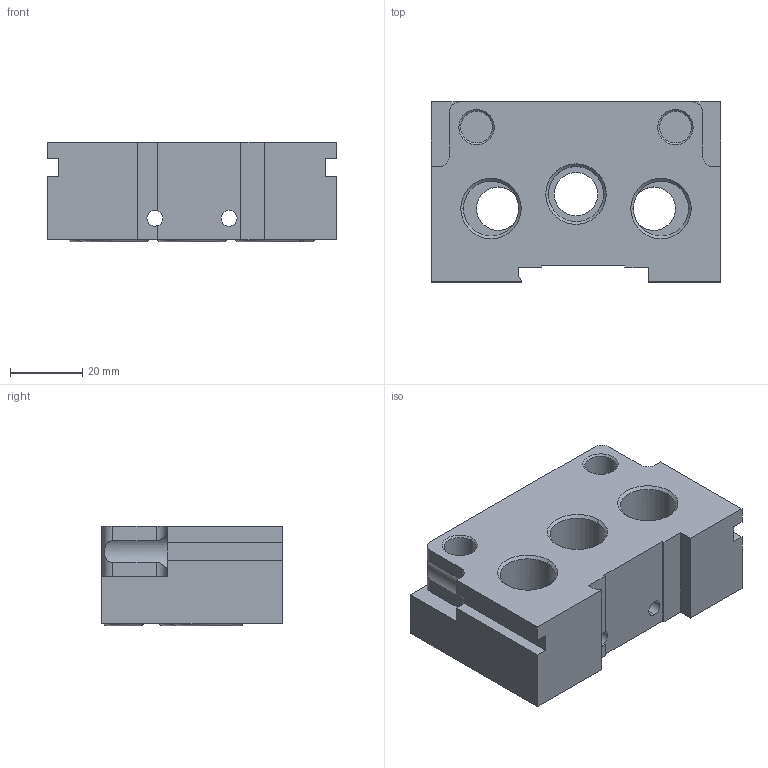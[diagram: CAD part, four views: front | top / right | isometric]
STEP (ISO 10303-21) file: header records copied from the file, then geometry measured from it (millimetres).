
FILE_DESCRIPTION (( 'STEP AP214' ), '1' );
FILE_NAME ('05_070_2.STEP', '2015-12-22T15:04:48', ( '' ), ( '' ), 'SwSTEP 2.0', 'SolidWorks 2016', '' );
FILE_SCHEMA (( 'AUTOMOTIVE_DESIGN' ));
Length unit declared in the file: millimetre
Products named in the file (1): 05_070_2
Bounding box: 80 x 49.8 x 27.53 mm (x, y, z)
Volume: 82025.3 mm3; surface area: 22690.7 mm2
Topology: 6 solids, 6 shells, 160 faces, 377 edges, 243 vertices
Faces by surface type: plane 64, cylinder 60, torus 24, cone 12
Entity records: 4922 total; most frequent: CARTESIAN_POINT 927, DIRECTION 879, ORIENTED_EDGE 750, EDGE_CURVE 375, AXIS2_PLACEMENT_3D 353, VERTEX_POINT 243, CIRCLE 192, EDGE_LOOP 192
